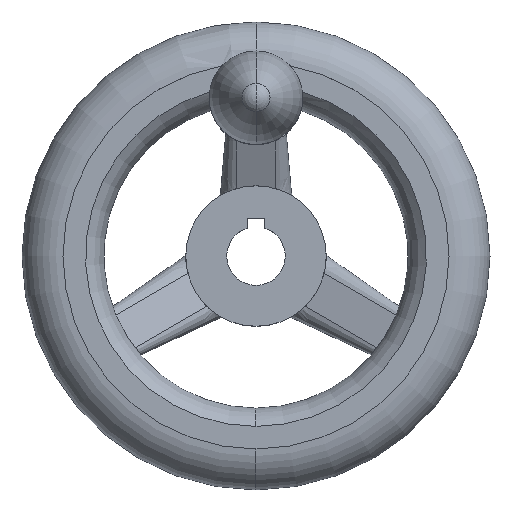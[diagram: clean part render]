
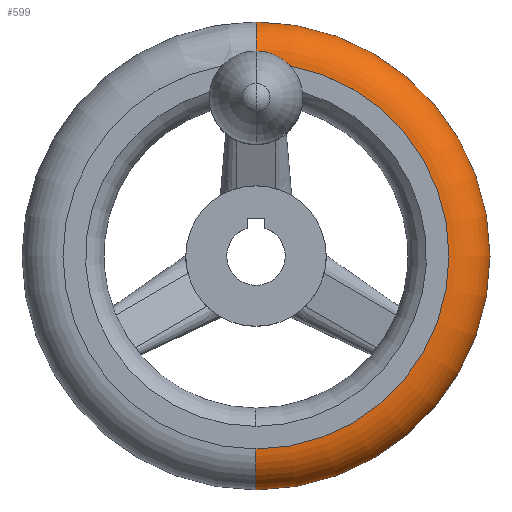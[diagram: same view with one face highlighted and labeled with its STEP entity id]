
A CAD part, top view. The second image highlights one B-rep face of the part: STEP entity #599.
In plain terms, the highlighted toroidal (fillet/blend) face has major radius 33 mm and minor radius 7 mm.
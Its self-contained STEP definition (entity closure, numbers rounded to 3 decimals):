
#387=VERTEX_POINT('',#909);
#509=EDGE_CURVE('',#387,#535,#1047,.T.);
#535=VERTEX_POINT('',#1077);
#541=EDGE_CURVE('',#665,#615,#1083,.T.);
#585=EDGE_CURVE('',#715,#665,#1133,.T.);
#599=ADVANCED_FACE('',(#1148),#1149,.T.);
#615=VERTEX_POINT('',#1168);
#627=EDGE_CURVE('',#615,#387,#1184,.T.);
#665=VERTEX_POINT('',#1229);
#677=EDGE_CURVE('',#535,#715,#1241,.T.);
#715=VERTEX_POINT('',#1282);
#909=CARTESIAN_POINT('',(0.,-40.0,22.0));
#1047=CIRCLE('',#1902,40.0);
#1077=CARTESIAN_POINT('',(0.,40.0,22.0));
#1083=CIRCLE('',#1981,33.0);
#1133=CIRCLE('',#2054,33.0);
#1148=FACE_OUTER_BOUND('',#2070,.T.);
#1149=TOROIDAL_SURFACE('',#2071,33.0,7.0);
#1168=CARTESIAN_POINT('',(0.,-33.0,29.0));
#1184=CIRCLE('',#2114,7.0);
#1229=CARTESIAN_POINT('',(5.827,32.481,29.));
#1241=CIRCLE('',#2186,7.0);
#1282=CARTESIAN_POINT('',(0.,33.0,29.0));
#1902=AXIS2_PLACEMENT_3D('',#2771,#2772,#2773);
#1981=AXIS2_PLACEMENT_3D('',#2820,#2821,#2822);
#2054=AXIS2_PLACEMENT_3D('',#2890,#2891,#2892);
#2070=EDGE_LOOP('',(#2905,#2906,#2907,#2908,#2909));
#2071=AXIS2_PLACEMENT_3D('',#2910,#2911,#2912);
#2114=AXIS2_PLACEMENT_3D('',#2973,#2974,#2975);
#2186=AXIS2_PLACEMENT_3D('',#3054,#3055,#3056);
#2771=CARTESIAN_POINT('',(0.,0.,22.0));
#2772=DIRECTION('',(0.,0.,1.0));
#2773=DIRECTION('',(1.0,0.0,0.));
#2820=CARTESIAN_POINT('',(0.,0.,29.0));
#2821=DIRECTION('',(0.,0.,-1.0));
#2822=DIRECTION('',(0.,1.0,0.));
#2890=CARTESIAN_POINT('',(0.,0.,29.0));
#2891=DIRECTION('',(0.,0.,-1.0));
#2892=DIRECTION('',(0.,1.0,0.));
#2905=ORIENTED_EDGE('',*,*,#509,.T.);
#2906=ORIENTED_EDGE('',*,*,#677,.T.);
#2907=ORIENTED_EDGE('',*,*,#585,.T.);
#2908=ORIENTED_EDGE('',*,*,#541,.T.);
#2909=ORIENTED_EDGE('',*,*,#627,.T.);
#2910=CARTESIAN_POINT('',(0.,0.,22.0));
#2911=DIRECTION('',(0.,0.,1.0));
#2912=DIRECTION('',(0.,1.0,0.0));
#2973=CARTESIAN_POINT('',(0.,-33.0,22.0));
#2974=DIRECTION('',(1.0,0.,0.));
#2975=DIRECTION('',(0.,-1.0,0.));
#3054=CARTESIAN_POINT('',(0.,33.0,22.0));
#3055=DIRECTION('',(1.0,0.,0.));
#3056=DIRECTION('',(0.,1.0,0.));
